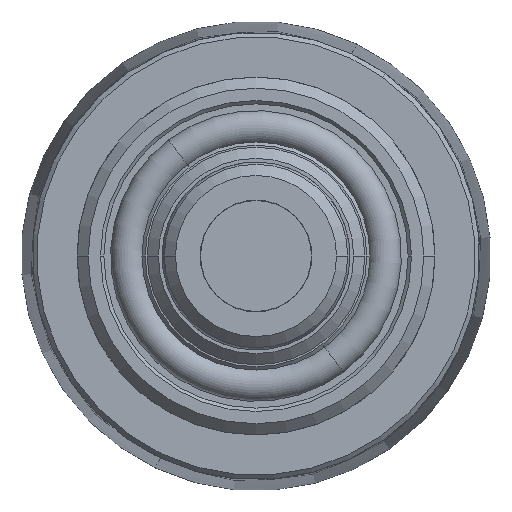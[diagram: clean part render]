
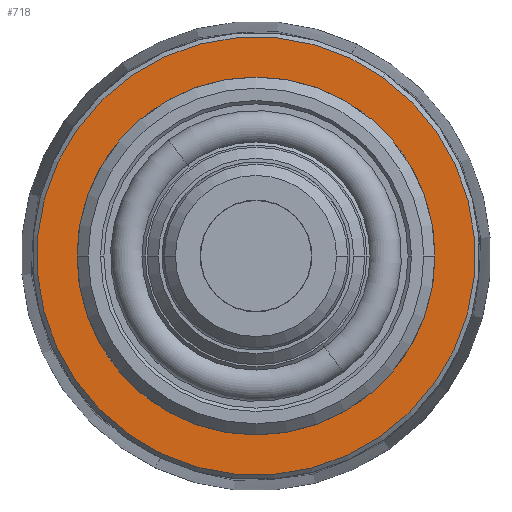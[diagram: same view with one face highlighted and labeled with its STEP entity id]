
A CAD part, left-side view. The second image highlights one B-rep face of the part: STEP entity #718.
In plain terms, the highlighted planar face has unit normal (-1, 0, 0).
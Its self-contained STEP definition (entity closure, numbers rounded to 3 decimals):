
#718=ADVANCED_FACE('NONE',(#1545,#1546),#1547,.T.);
#1545=FACE_OUTER_BOUND('',#2500,.T.);
#1546=FACE_BOUND('',#2501,.T.);
#1547=PLANE('',#2502);
#2500=EDGE_LOOP('',(#4977,#4978));
#2501=EDGE_LOOP('',(#4979,#4980));
#2502=AXIS2_PLACEMENT_3D('',#4981,#4982,#4983);
#4977=ORIENTED_EDGE('',*,*,#6450,.T.);
#4978=ORIENTED_EDGE('',*,*,#6398,.T.);
#4979=ORIENTED_EDGE('',*,*,#6426,.F.);
#4980=ORIENTED_EDGE('',*,*,#6448,.F.);
#4981=CARTESIAN_POINT('',(0.,-4.69,-3.327));
#4982=DIRECTION('',(-1.0,0.0,0.));
#4983=DIRECTION('',(0.0,1.0,0.0));
#6398=EDGE_CURVE('NONE',#7555,#7556,#7557,.T.);
#6426=EDGE_CURVE('NONE',#7603,#7604,#7605,.T.);
#6448=EDGE_CURVE('NONE',#7604,#7603,#7633,.T.);
#6450=EDGE_CURVE('NONE',#7556,#7555,#7635,.T.);
#7555=VERTEX_POINT('NONE',#9532);
#7556=VERTEX_POINT('NONE',#9533);
#7557=CIRCLE('',#9534,9.8);
#7603=VERTEX_POINT('NONE',#9590);
#7604=VERTEX_POINT('NONE',#9591);
#7605=CIRCLE('',#9592,5.75);
#7633=CIRCLE('',#9626,5.75);
#7635=CIRCLE('',#9628,9.8);
#9532=CARTESIAN_POINT('',(0.,5.671,-7.993));
#9533=CARTESIAN_POINT('',(0.,-5.671,7.993));
#9534=AXIS2_PLACEMENT_3D('',#11608,#11609,#11610);
#9590=CARTESIAN_POINT('',(0.,3.327,-4.69));
#9591=CARTESIAN_POINT('',(0.,-3.327,4.69));
#9592=AXIS2_PLACEMENT_3D('',#11654,#11655,#11656);
#9626=AXIS2_PLACEMENT_3D('',#11690,#11691,#11692);
#9628=AXIS2_PLACEMENT_3D('',#11693,#11694,#11695);
#11608=CARTESIAN_POINT('',(0.,0.,0.));
#11609=DIRECTION('',(-1.0,0.,0.));
#11610=DIRECTION('',(0.,0.579,-0.816));
#11654=CARTESIAN_POINT('',(0.,0.,0.));
#11655=DIRECTION('',(-1.0,0.0,0.));
#11656=DIRECTION('',(0.,0.579,-0.816));
#11690=CARTESIAN_POINT('',(0.,0.,0.));
#11691=DIRECTION('',(-1.0,0.0,0.));
#11692=DIRECTION('',(0.,0.579,-0.816));
#11693=CARTESIAN_POINT('',(0.,0.,0.));
#11694=DIRECTION('',(-1.0,0.,0.));
#11695=DIRECTION('',(0.,0.579,-0.816));
